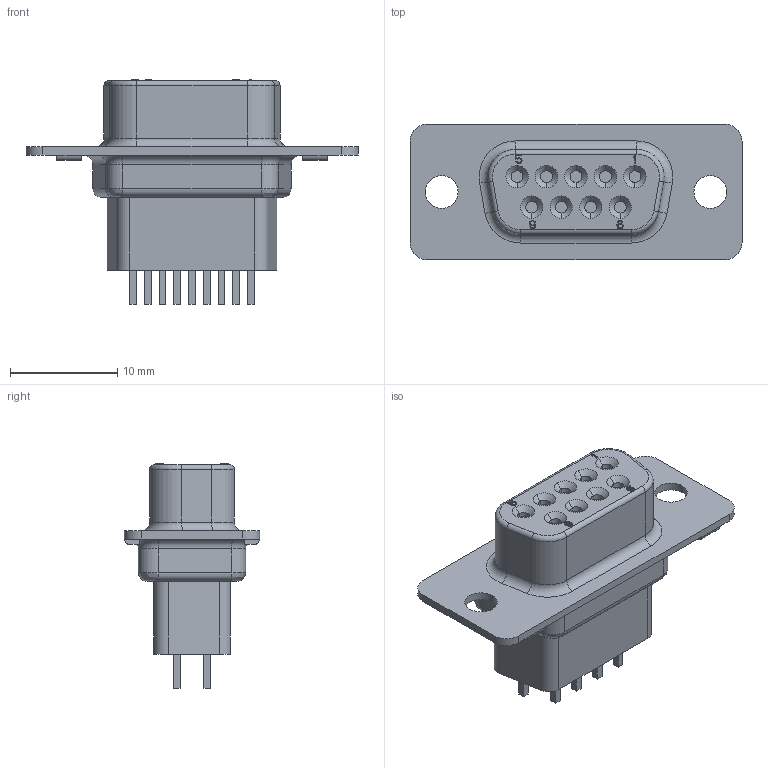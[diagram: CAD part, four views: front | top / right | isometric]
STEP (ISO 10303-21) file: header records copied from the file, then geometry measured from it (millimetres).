
FILE_DESCRIPTION((''),'2;1');
FILE_NAME('C-5745183-1','2018-12-31T02:17:08',('workeradm'),('TE Connectivity Ltd.'),'CREO PARAMETRIC BY PTC INC, 2018190','CREO PARAMETRIC BY PTC INC, 2018190','');
FILE_SCHEMA(('AUTOMOTIVE_DESIGN { 1 0 10303 214 1 1 1 1 }'));
Length unit declared in the file: millimetre
Products named in the file (1): C-5745183-1
Bounding box: 30.89 x 12.6 x 20.9 mm (x, y, z)
Volume: 2423.8 mm3; surface area: 1631.9 mm2
Topology: 1 solids, 1 shells, 356 faces, 923 edges, 596 vertices
Faces by surface type: plane 264, cylinder 58, cone 18, torus 12, bspline 4
Entity records: 10809 total; most frequent: CARTESIAN_POINT 1937, ORIENTED_EDGE 1846, DIRECTION 1777, EDGE_CURVE 923, VECTOR 773, LINE 773, VERTEX_POINT 596, AXIS2_PLACEMENT_3D 502
